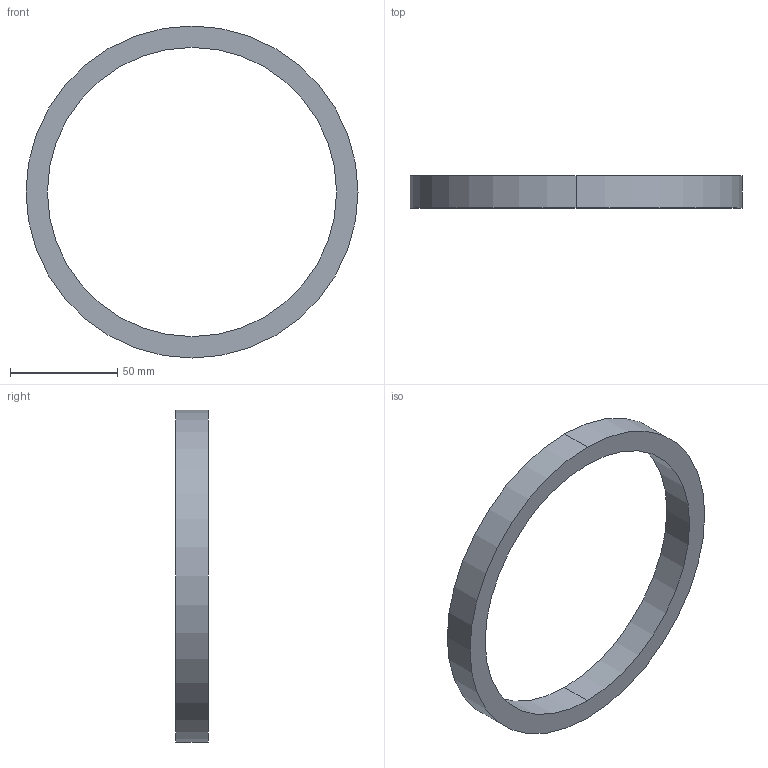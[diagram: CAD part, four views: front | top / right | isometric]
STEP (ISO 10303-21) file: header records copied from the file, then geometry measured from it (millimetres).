
FILE_DESCRIPTION (( 'STEP AP214' ), '1' );
FILE_NAME ('ThermoStreamRing.STEP', '2021-05-20T12:22:55', ( '' ), ( '' ), 'SwSTEP 2.0', 'SolidWorks 2019', '' );
FILE_SCHEMA (( 'AUTOMOTIVE_DESIGN' ));
Length unit declared in the file: millimetre
Products named in the file (1): ThermoStreamRing
Bounding box: 155 x 15 x 155 mm (x, y, z)
Volume: 66328.4 mm3; surface area: 24145.1 mm2
Topology: 1 solids, 1 shells, 30 faces, 72 edges, 38 vertices
Faces by surface type: cylinder 16, cone 12, plane 2
Entity records: 826 total; most frequent: DIRECTION 154, CARTESIAN_POINT 129, ORIENTED_EDGE 120, AXIS2_PLACEMENT_3D 63, EDGE_CURVE 60, EDGE_LOOP 38, VERTEX_POINT 38, CIRCLE 32
